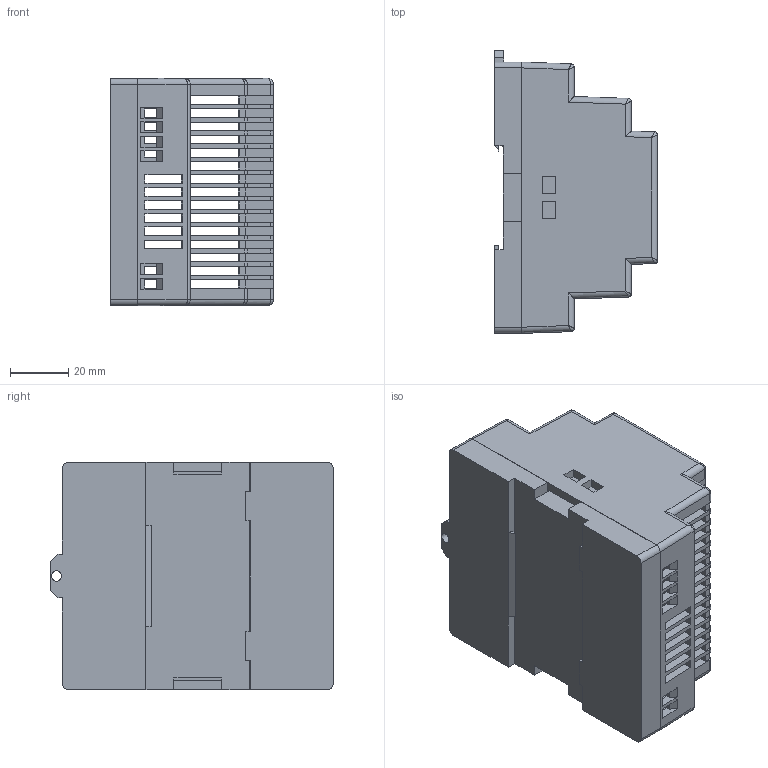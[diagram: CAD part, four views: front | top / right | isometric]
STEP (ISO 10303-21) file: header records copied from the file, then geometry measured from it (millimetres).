
FILE_DESCRIPTION((''),'2;1');
FILE_NAME('PS30.stp','2007-07-26T13:53:30',('Philipp'),(''),'Autodesk Inventor 2008','Autodesk Inventor 2008','');
FILE_SCHEMA(('AUTOMOTIVE_DESIGN { 1 0 10303 214 1 1 1 1 }'));
Length unit declared in the file: millimetre
Products named in the file (5): PS30; bottom; outside; ISO 1207 M 2 x 3; GB 822-88  H M3 x 4
Assembly tree (9 placements, depth 2):
  PS30
    bottom
    outside
    ISO 1207 M 2 x 3  x6
    GB 822-88  H M3 x 4
Bounding box: 55.91 x 97 x 78 mm (x, y, z)
Volume: 108363.3 mm3; surface area: 61335.3 mm2
Topology: 9 solids, 9 shells, 1439 faces, 4102 edges, 2648 vertices
Faces by surface type: plane 874, bspline 294, cylinder 226, cone 27, torus 17, sphere 1
Full cylindrical faces by diameter (mm): 1.754 x6, 2 x6, 3 x1, 3.5 x1, 5 x1
Entity records: 46913 total; most frequent: CARTESIAN_POINT 11779, ORIENTED_EDGE 7848, DIRECTION 6285, EDGE_CURVE 3924, VECTOR 3073, LINE 3073, VERTEX_POINT 2549, AXIS2_PLACEMENT_3D 1606
